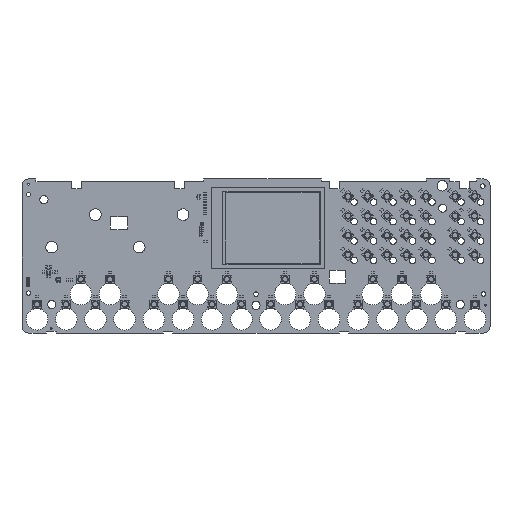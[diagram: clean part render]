
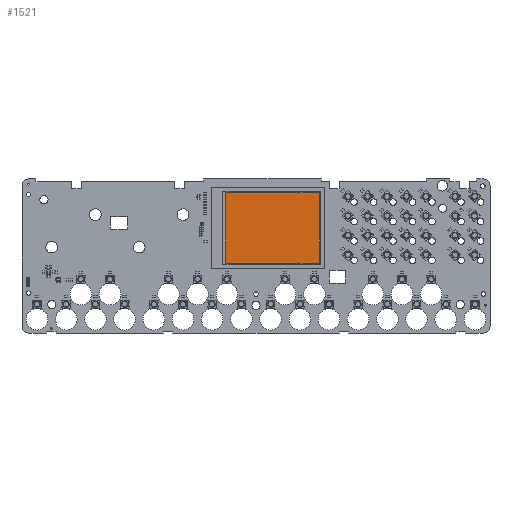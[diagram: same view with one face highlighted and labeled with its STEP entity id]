
A CAD part, top view. The second image highlights one B-rep face of the part: STEP entity #1521.
In plain terms, the highlighted planar face has unit normal (0, 0, 1).
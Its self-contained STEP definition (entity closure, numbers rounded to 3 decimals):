
#1212 = VERTEX_POINT('',#1213);
#1213 = CARTESIAN_POINT('',(26.06,-8.5,2.4));
#1222 = PLANE('',#1223);
#1223 = AXIS2_PLACEMENT_3D('',#1224,#1225,#1226);
#1224 = CARTESIAN_POINT('',(26.06,-8.5,2.4));
#1225 = DIRECTION('',(0.,1.,0.));
#1226 = DIRECTION('',(-1.,0.,0.));
#1234 = PLANE('',#1235);
#1235 = AXIS2_PLACEMENT_3D('',#1236,#1237,#1238);
#1236 = CARTESIAN_POINT('',(26.06,34.7,2.4));
#1237 = DIRECTION('',(-1.,0.,0.));
#1238 = DIRECTION('',(0.,-1.,0.));
#1275 = VERTEX_POINT('',#1276);
#1276 = CARTESIAN_POINT('',(-31.54,-8.5,2.4));
#1290 = PLANE('',#1291);
#1291 = AXIS2_PLACEMENT_3D('',#1292,#1293,#1294);
#1292 = CARTESIAN_POINT('',(-31.54,-8.5,2.4));
#1293 = DIRECTION('',(1.,0.,0.));
#1294 = DIRECTION('',(0.,1.,0.));
#1302 = EDGE_CURVE('',#1212,#1275,#1303,.T.);
#1303 = SURFACE_CURVE('',#1304,(#1308,#1315),.PCURVE_S1.);
#1304 = LINE('',#1305,#1306);
#1305 = CARTESIAN_POINT('',(26.06,-8.5,2.4));
#1306 = VECTOR('',#1307,1.);
#1307 = DIRECTION('',(-1.,0.,0.));
#1308 = PCURVE('',#1222,#1309);
#1309 = DEFINITIONAL_REPRESENTATION('',(#1310),#1314);
#1310 = LINE('',#1311,#1312);
#1311 = CARTESIAN_POINT('',(0.,0.));
#1312 = VECTOR('',#1313,1.);
#1313 = DIRECTION('',(1.,0.));
#1314 = ( GEOMETRIC_REPRESENTATION_CONTEXT(2) 
PARAMETRIC_REPRESENTATION_CONTEXT() REPRESENTATION_CONTEXT('2D SPACE',''
  ) );
#1315 = PCURVE('',#1316,#1321);
#1316 = PLANE('',#1317);
#1317 = AXIS2_PLACEMENT_3D('',#1318,#1319,#1320);
#1318 = CARTESIAN_POINT('',(-2.74,13.1,2.4));
#1319 = DIRECTION('',(0.,0.,-1.));
#1320 = DIRECTION('',(1.,0.,0.));
#1321 = DEFINITIONAL_REPRESENTATION('',(#1322),#1326);
#1322 = LINE('',#1323,#1324);
#1323 = CARTESIAN_POINT('',(28.8,21.6));
#1324 = VECTOR('',#1325,1.);
#1325 = DIRECTION('',(-1.,0.));
#1326 = ( GEOMETRIC_REPRESENTATION_CONTEXT(2) 
PARAMETRIC_REPRESENTATION_CONTEXT() REPRESENTATION_CONTEXT('2D SPACE',''
  ) );
#1356 = VERTEX_POINT('',#1357);
#1357 = CARTESIAN_POINT('',(-31.54,34.7,2.4));
#1371 = PLANE('',#1372);
#1372 = AXIS2_PLACEMENT_3D('',#1373,#1374,#1375);
#1373 = CARTESIAN_POINT('',(-31.54,34.7,2.4));
#1374 = DIRECTION('',(0.,-1.,0.));
#1375 = DIRECTION('',(1.,0.,0.));
#1383 = EDGE_CURVE('',#1275,#1356,#1384,.T.);
#1384 = SURFACE_CURVE('',#1385,(#1389,#1396),.PCURVE_S1.);
#1385 = LINE('',#1386,#1387);
#1386 = CARTESIAN_POINT('',(-31.54,-8.5,2.4));
#1387 = VECTOR('',#1388,1.);
#1388 = DIRECTION('',(0.,1.,0.));
#1389 = PCURVE('',#1290,#1390);
#1390 = DEFINITIONAL_REPRESENTATION('',(#1391),#1395);
#1391 = LINE('',#1392,#1393);
#1392 = CARTESIAN_POINT('',(0.,0.));
#1393 = VECTOR('',#1394,1.);
#1394 = DIRECTION('',(1.,0.));
#1395 = ( GEOMETRIC_REPRESENTATION_CONTEXT(2) 
PARAMETRIC_REPRESENTATION_CONTEXT() REPRESENTATION_CONTEXT('2D SPACE',''
  ) );
#1396 = PCURVE('',#1316,#1397);
#1397 = DEFINITIONAL_REPRESENTATION('',(#1398),#1402);
#1398 = LINE('',#1399,#1400);
#1399 = CARTESIAN_POINT('',(-28.8,21.6));
#1400 = VECTOR('',#1401,1.);
#1401 = DIRECTION('',(0.,-1.));
#1402 = ( GEOMETRIC_REPRESENTATION_CONTEXT(2) 
PARAMETRIC_REPRESENTATION_CONTEXT() REPRESENTATION_CONTEXT('2D SPACE',''
  ) );
#1432 = VERTEX_POINT('',#1433);
#1433 = CARTESIAN_POINT('',(26.06,34.7,2.4));
#1454 = EDGE_CURVE('',#1356,#1432,#1455,.T.);
#1455 = SURFACE_CURVE('',#1456,(#1460,#1467),.PCURVE_S1.);
#1456 = LINE('',#1457,#1458);
#1457 = CARTESIAN_POINT('',(-31.54,34.7,2.4));
#1458 = VECTOR('',#1459,1.);
#1459 = DIRECTION('',(1.,0.,0.));
#1460 = PCURVE('',#1371,#1461);
#1461 = DEFINITIONAL_REPRESENTATION('',(#1462),#1466);
#1462 = LINE('',#1463,#1464);
#1463 = CARTESIAN_POINT('',(0.,0.));
#1464 = VECTOR('',#1465,1.);
#1465 = DIRECTION('',(1.,0.));
#1466 = ( GEOMETRIC_REPRESENTATION_CONTEXT(2) 
PARAMETRIC_REPRESENTATION_CONTEXT() REPRESENTATION_CONTEXT('2D SPACE',''
  ) );
#1467 = PCURVE('',#1316,#1468);
#1468 = DEFINITIONAL_REPRESENTATION('',(#1469),#1473);
#1469 = LINE('',#1470,#1471);
#1470 = CARTESIAN_POINT('',(-28.8,-21.6));
#1471 = VECTOR('',#1472,1.);
#1472 = DIRECTION('',(1.,0.));
#1473 = ( GEOMETRIC_REPRESENTATION_CONTEXT(2) 
PARAMETRIC_REPRESENTATION_CONTEXT() REPRESENTATION_CONTEXT('2D SPACE',''
  ) );
#1501 = EDGE_CURVE('',#1432,#1212,#1502,.T.);
#1502 = SURFACE_CURVE('',#1503,(#1507,#1514),.PCURVE_S1.);
#1503 = LINE('',#1504,#1505);
#1504 = CARTESIAN_POINT('',(26.06,34.7,2.4));
#1505 = VECTOR('',#1506,1.);
#1506 = DIRECTION('',(0.,-1.,0.));
#1507 = PCURVE('',#1234,#1508);
#1508 = DEFINITIONAL_REPRESENTATION('',(#1509),#1513);
#1509 = LINE('',#1510,#1511);
#1510 = CARTESIAN_POINT('',(0.,0.));
#1511 = VECTOR('',#1512,1.);
#1512 = DIRECTION('',(1.,0.));
#1513 = ( GEOMETRIC_REPRESENTATION_CONTEXT(2) 
PARAMETRIC_REPRESENTATION_CONTEXT() REPRESENTATION_CONTEXT('2D SPACE',''
  ) );
#1514 = PCURVE('',#1316,#1515);
#1515 = DEFINITIONAL_REPRESENTATION('',(#1516),#1520);
#1516 = LINE('',#1517,#1518);
#1517 = CARTESIAN_POINT('',(28.8,-21.6));
#1518 = VECTOR('',#1519,1.);
#1519 = DIRECTION('',(0.,1.));
#1520 = ( GEOMETRIC_REPRESENTATION_CONTEXT(2) 
PARAMETRIC_REPRESENTATION_CONTEXT() REPRESENTATION_CONTEXT('2D SPACE',''
  ) );
#1521 = ADVANCED_FACE('',(#1522),#1316,.F.);
#1522 = FACE_BOUND('',#1523,.F.);
#1523 = EDGE_LOOP('',(#1524,#1525,#1526,#1527));
#1524 = ORIENTED_EDGE('',*,*,#1302,.T.);
#1525 = ORIENTED_EDGE('',*,*,#1383,.T.);
#1526 = ORIENTED_EDGE('',*,*,#1454,.T.);
#1527 = ORIENTED_EDGE('',*,*,#1501,.T.);
